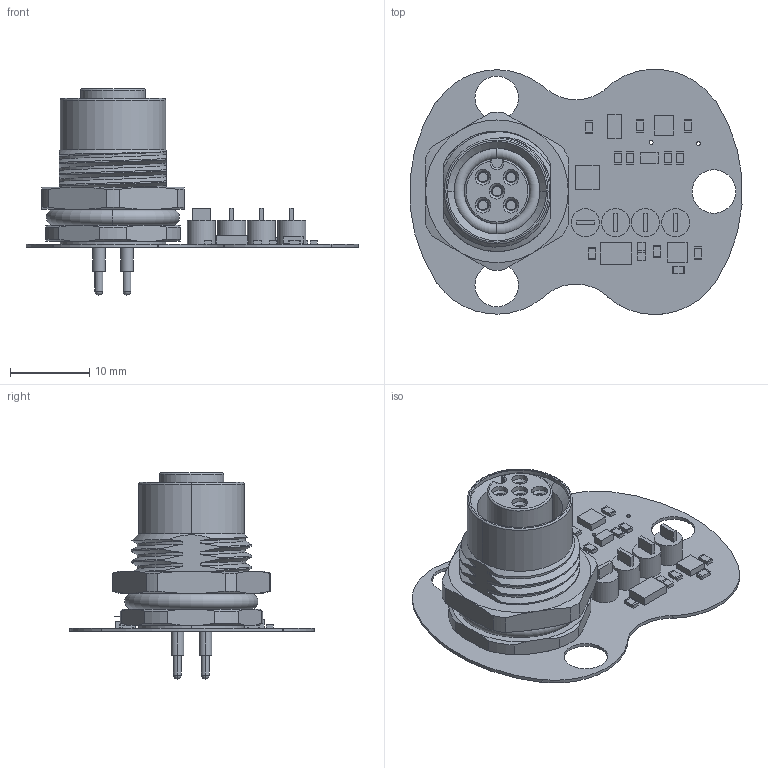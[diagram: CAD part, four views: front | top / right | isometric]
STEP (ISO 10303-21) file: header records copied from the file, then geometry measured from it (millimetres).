
FILE_DESCRIPTION(('Open CASCADE Model'),'2;1');
FILE_NAME('Open CASCADE Shape Model','2019-01-18T11:40:28',('Author'),( 'Open CASCADE'),'Open CASCADE STEP processor 6.8','Open CASCADE 6.8' ,'Unknown');
FILE_SCHEMA(('AUTOMOTIVE_DESIGN { 1 0 10303 214 1 1 1 1 }'));
Length unit declared in the file: millimetre
Products named in the file (62): PCB; Board; Open CASCADE STEP translator 6.8 3.1.1; B3; B2; B1; D1; 6705083584; Extruded; U3; 6936293312; Q1; 6704768848; U1; 6936130192; U4; 6855750288; C1; 6705731904; 6705732224; C2; C3; C4; 6705732544; 6705732944; C5; R1; R3; VBAT1; 6817150864; Cylinder; 6705740384; S_SCL1; 6705739504; 6689571120; S_SDA1; GND1; R5; C6; 6704766208 ...
Assembly tree (95 placements, depth 4):
  PCB
    Board
      Open CASCADE STEP translator 6.8 3.1.1
    B3
    B2
    B1
    D1
      6705083584
        Extruded
    U3
      6936293312
        Extruded
    Q1
      6704768848
        Extruded
    U1
      6936130192
        Extruded
    U4
      6855750288
        Extruded
    C1
      6705731904
        Extruded
      6705732224  x2
        Extruded
    C2
      6705731904
        Extruded
      6705732224  x2
        Extruded
    C3
      6705731904
        Extruded
      6705732224  x2
        Extruded
    C4
      6705732544
        Extruded
      6705732944  x2
        Extruded
    C5
      6705731904
        Extruded
      6705732224  x2
        Extruded
    R1
      6705731904
        Extruded
      6705732224  x2
        Extruded
    R3
      6705731904
        Extruded
      6705732224  x2
        Extruded
    VBAT1
      6817150864
        Cylinder
      6705740384
Bounding box: 41.88 x 30.92 x 26 mm (x, y, z)
Volume: 3739.7 mm3; surface area: 4868.8 mm2
Topology: 52 solids, 52 shells, 513 faces, 1115 edges, 723 vertices
Faces by surface type: plane 325, cylinder 105, cone 38, bspline 27, sphere 10, torus 8
Full cylindrical faces by diameter (mm): 0.5 x2, 0.52 x4, 2.2 x4, 3.54 x4, 5.5 x3
Entity records: 17376 total; most frequent: CARTESIAN_POINT 8840, DIRECTION 1623, ORIENTED_EDGE 1434, EDGE_CURVE 717, AXIS2_PLACEMENT_3D 641, VERTEX_POINT 463, FACE_BOUND 366, EDGE_LOOP 366
